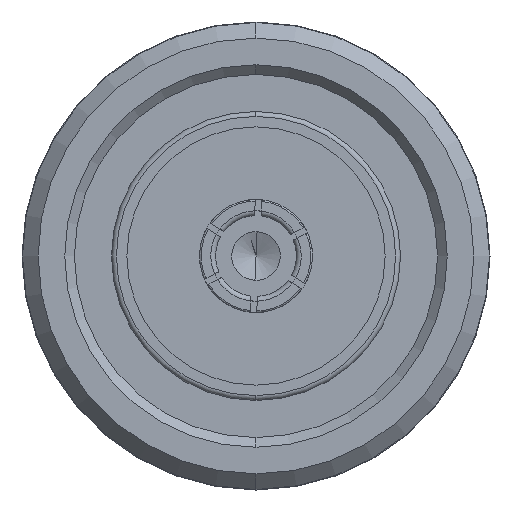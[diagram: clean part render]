
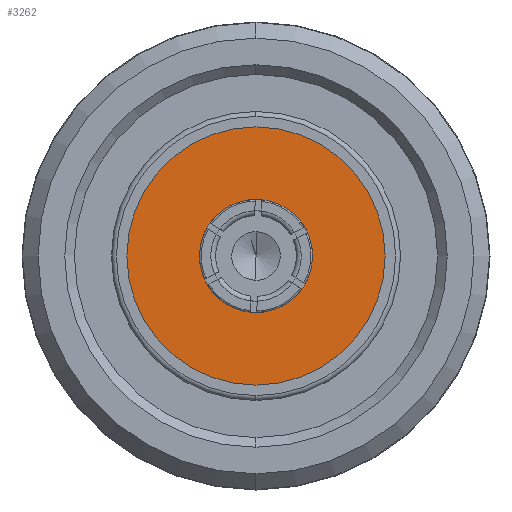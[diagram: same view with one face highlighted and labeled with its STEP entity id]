
A CAD part, left-side view. The second image highlights one B-rep face of the part: STEP entity #3262.
In plain terms, the highlighted planar face has unit normal (-1, 0, 0).
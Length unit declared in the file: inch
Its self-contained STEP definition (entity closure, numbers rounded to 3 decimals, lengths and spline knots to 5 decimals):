
#20 = CARTESIAN_POINT ( 'NONE',  ( 0.4422, 0., -0.31496 ) ) ;
#58 = CARTESIAN_POINT ( 'NONE',  ( 0.4422, 0., 0. ) ) ;
#309 = EDGE_CURVE ( 'NONE', #2269, #2587, #544, .T. ) ;
#544 = CIRCLE ( 'NONE', #708, 0.1378 ) ;
#622 = EDGE_CURVE ( 'NONE', #1098, #1286, #1708, .T. ) ;
#708 = AXIS2_PLACEMENT_3D ( 'NONE', #4112, #2845, #2874 ) ;
#734 = DIRECTION ( 'NONE',  ( 0., 0., -1. ) ) ;
#1098 = VERTEX_POINT ( 'NONE', #2525 ) ;
#1258 = DIRECTION ( 'NONE',  ( -1., 0., 0. ) ) ;
#1269 = DIRECTION ( 'NONE',  ( 1., 0., 0. ) ) ;
#1286 = VERTEX_POINT ( 'NONE', #20 ) ;
#1315 = FACE_OUTER_BOUND ( 'NONE', #4692, .T. ) ;
#1564 = AXIS2_PLACEMENT_3D ( 'NONE', #4269, #2981, #4194 ) ;
#1708 = CIRCLE ( 'NONE', #3758, 0.31496 ) ;
#2002 = DIRECTION ( 'NONE',  ( 0., 0., -1. ) ) ;
#2081 = CARTESIAN_POINT ( 'NONE',  ( 0.4422, 0., 0. ) ) ;
#2242 = CARTESIAN_POINT ( 'NONE',  ( 0.4422, 0.00612, -0.13766 ) ) ;
#2269 = VERTEX_POINT ( 'NONE', #2242 ) ;
#2480 = EDGE_CURVE ( 'NONE', #2587, #2269, #3778, .T. ) ;
#2525 = CARTESIAN_POINT ( 'NONE',  ( 0.4422, 0., 0.31496 ) ) ;
#2543 = ORIENTED_EDGE ( 'NONE', *, *, #309, .F. ) ;
#2587 = VERTEX_POINT ( 'NONE', #3150 ) ;
#2845 = DIRECTION ( 'NONE',  ( -1., 0., 0. ) ) ;
#2874 = DIRECTION ( 'NONE',  ( 0., 0., -1. ) ) ;
#2878 = FACE_BOUND ( 'NONE', #3237, .T. ) ;
#2981 = DIRECTION ( 'NONE',  ( -1., 0., 0. ) ) ;
#3083 = ORIENTED_EDGE ( 'NONE', *, *, #3092, .T. ) ;
#3092 = EDGE_CURVE ( 'NONE', #1286, #1098, #4985, .T. ) ;
#3150 = CARTESIAN_POINT ( 'NONE',  ( 0.4422, -0.00612, 0.13766 ) ) ;
#3237 = EDGE_LOOP ( 'NONE', ( #3643, #2543 ) ) ;
#3262 = ADVANCED_FACE ( 'NONE', ( #1315, #2878 ), #4378, .F. ) ;
#3460 = ORIENTED_EDGE ( 'NONE', *, *, #622, .T. ) ;
#3523 = AXIS2_PLACEMENT_3D ( 'NONE', #4248, #4302, #734 ) ;
#3643 = ORIENTED_EDGE ( 'NONE', *, *, #2480, .F. ) ;
#3654 = DIRECTION ( 'NONE',  ( 0., 1., 0. ) ) ;
#3758 = AXIS2_PLACEMENT_3D ( 'NONE', #58, #1258, #2002 ) ;
#3778 = CIRCLE ( 'NONE', #1564, 0.1378 ) ;
#4015 = AXIS2_PLACEMENT_3D ( 'NONE', #2081, #1269, #3654 ) ;
#4112 = CARTESIAN_POINT ( 'NONE',  ( 0.4422, 0., 0. ) ) ;
#4194 = DIRECTION ( 'NONE',  ( 0., 0., -1. ) ) ;
#4248 = CARTESIAN_POINT ( 'NONE',  ( 0.4422, 0., 0. ) ) ;
#4269 = CARTESIAN_POINT ( 'NONE',  ( 0.4422, 0., 0. ) ) ;
#4302 = DIRECTION ( 'NONE',  ( -1., 0., 0. ) ) ;
#4378 = PLANE ( 'NONE',  #4015 ) ;
#4692 = EDGE_LOOP ( 'NONE', ( #3460, #3083 ) ) ;
#4985 = CIRCLE ( 'NONE', #3523, 0.31496 ) ;
